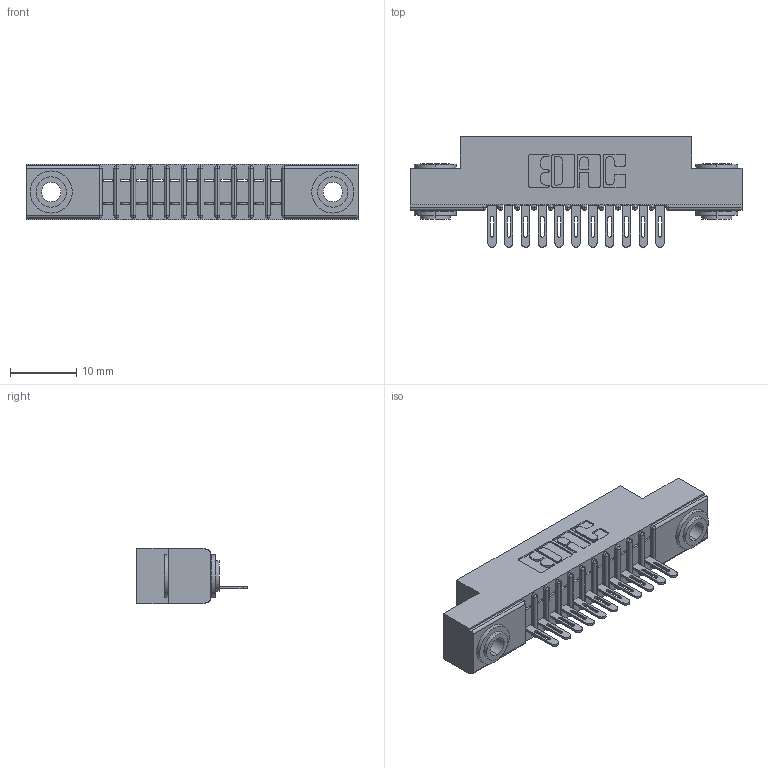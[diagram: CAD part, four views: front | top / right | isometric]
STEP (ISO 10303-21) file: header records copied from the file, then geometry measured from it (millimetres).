
FILE_DESCRIPTION (( 'STEP AP203' ), '1' );
FILE_NAME ('341-011-500-103.STEP', '2018-08-06T02:57:16', ( '' ), ( '' ), 'SwSTEP 2.0', 'SolidWorks 2016', '' );
FILE_SCHEMA (( 'CONFIG_CONTROL_DESIGN' ));
Length unit declared in the file: inch
Products named in the file (4): 345-250-002_345-250-002-102; 341-011-500-103; 341 Part_.156 (3.96) Dia Mounting Holes; 341-292-001_341-292-100
Assembly tree (14 placements, depth 2):
  341-011-500-103
    341 Part_.156 (3.96) Dia Mounting Holes
    341-292-001_341-292-100  x11
    345-250-002_345-250-002-102  x2
Bounding box: 50.16 x 16.69 x 8.38 mm (x, y, z)
Volume: 2822.7 mm3; surface area: 5009.6 mm2
Topology: 14 solids, 14 shells, 1070 faces, 3035 edges, 1950 vertices
Faces by surface type: plane 631, cylinder 387, sphere 24, torus 20, cone 8
Entity records: 18163 total; most frequent: CARTESIAN_POINT 3047, ORIENTED_EDGE 3026, DIRECTION 2987, EDGE_CURVE 1513, VECTOR 1175, LINE 1175, VERTEX_POINT 966, AXIS2_PLACEMENT_3D 906
